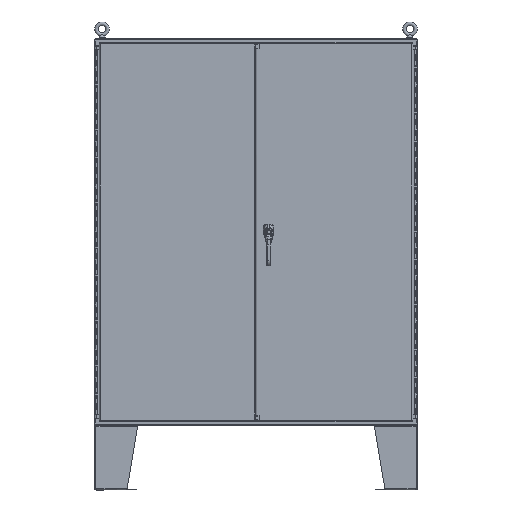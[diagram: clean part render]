
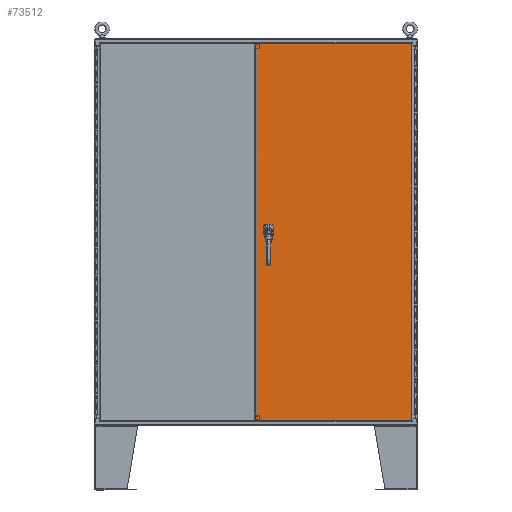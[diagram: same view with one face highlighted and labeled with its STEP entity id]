
A CAD part, top view. The second image highlights one B-rep face of the part: STEP entity #73512.
In plain terms, the highlighted face is planar.
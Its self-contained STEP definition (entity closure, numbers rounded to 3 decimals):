
#8999=FACE_BOUND('',#17180,.T.);
#9000=FACE_BOUND('',#17181,.T.);
#9001=FACE_BOUND('',#17182,.T.);
#9002=FACE_BOUND('',#17183,.T.);
#12404=PLANE('',#77992);
#13932=FACE_OUTER_BOUND('',#17179,.T.);
#17179=EDGE_LOOP('',(#58113,#58114,#58115,#58116,#58117,#58118,#58119,#58120,
#58121,#58122,#58123,#58124,#58125,#58126));
#17180=EDGE_LOOP('',(#58127,#58128,#58129,#58130,#58131,#58132,#58133,#58134));
#17181=EDGE_LOOP('',(#58135));
#17182=EDGE_LOOP('',(#58136));
#17183=EDGE_LOOP('',(#58137));
#20757=LINE('',#106268,#26377);
#20761=LINE('',#106280,#26381);
#20765=LINE('',#106292,#26385);
#20769=LINE('',#106302,#26389);
#20789=LINE('',#106448,#26409);
#20792=LINE('',#106456,#26412);
#20795=LINE('',#106463,#26415);
#20799=LINE('',#106470,#26419);
#20801=LINE('',#106474,#26421);
#20802=LINE('',#106476,#26422);
#20803=LINE('',#106478,#26423);
#20804=LINE('',#106480,#26424);
#20805=LINE('',#106482,#26425);
#20806=LINE('',#106484,#26426);
#20807=LINE('',#106486,#26427);
#20808=LINE('',#106488,#26428);
#20809=LINE('',#106490,#26429);
#20810=LINE('',#106491,#26430);
#26377=VECTOR('',#86048,0.394);
#26381=VECTOR('',#86060,0.394);
#26385=VECTOR('',#86072,0.394);
#26389=VECTOR('',#86084,0.394);
#26409=VECTOR('',#86136,0.394);
#26412=VECTOR('',#86147,0.394);
#26415=VECTOR('',#86152,0.394);
#26419=VECTOR('',#86158,0.394);
#26421=VECTOR('',#86162,0.394);
#26422=VECTOR('',#86163,0.394);
#26423=VECTOR('',#86164,0.394);
#26424=VECTOR('',#86165,0.394);
#26425=VECTOR('',#86166,0.394);
#26426=VECTOR('',#86167,0.394);
#26427=VECTOR('',#86168,0.394);
#26428=VECTOR('',#86169,0.394);
#26429=VECTOR('',#86170,0.394);
#26430=VECTOR('',#86171,0.394);
#31636=CIRCLE('',#77956,0.453);
#31638=CIRCLE('',#77960,0.453);
#31640=CIRCLE('',#77964,0.453);
#31642=CIRCLE('',#77968,0.453);
#31643=CIRCLE('',#77971,0.14);
#31645=CIRCLE('',#77974,0.14);
#31647=CIRCLE('',#77977,0.14);
#35676=VERTEX_POINT('',#106259);
#35677=VERTEX_POINT('',#106261);
#35679=VERTEX_POINT('',#106267);
#35681=VERTEX_POINT('',#106273);
#35683=VERTEX_POINT('',#106279);
#35685=VERTEX_POINT('',#106285);
#35687=VERTEX_POINT('',#106291);
#35689=VERTEX_POINT('',#106297);
#35690=VERTEX_POINT('',#106304);
#35692=VERTEX_POINT('',#106310);
#35694=VERTEX_POINT('',#106316);
#35703=VERTEX_POINT('',#106400);
#35711=VERTEX_POINT('',#106446);
#35712=VERTEX_POINT('',#106455);
#35714=VERTEX_POINT('',#106461);
#35715=VERTEX_POINT('',#106462);
#35718=VERTEX_POINT('',#106473);
#35719=VERTEX_POINT('',#106475);
#35720=VERTEX_POINT('',#106477);
#35721=VERTEX_POINT('',#106479);
#35722=VERTEX_POINT('',#106481);
#35723=VERTEX_POINT('',#106483);
#35724=VERTEX_POINT('',#106485);
#35725=VERTEX_POINT('',#106487);
#35726=VERTEX_POINT('',#106489);
#45741=EDGE_CURVE('',#35677,#35676,#31636,.T.);
#45744=EDGE_CURVE('',#35679,#35677,#20757,.T.);
#45747=EDGE_CURVE('',#35681,#35679,#31638,.T.);
#45750=EDGE_CURVE('',#35683,#35681,#20761,.T.);
#45753=EDGE_CURVE('',#35685,#35683,#31640,.T.);
#45756=EDGE_CURVE('',#35687,#35685,#20765,.T.);
#45759=EDGE_CURVE('',#35689,#35687,#31642,.T.);
#45762=EDGE_CURVE('',#35676,#35689,#20769,.T.);
#45763=EDGE_CURVE('',#35690,#35690,#31643,.T.);
#45766=EDGE_CURVE('',#35692,#35692,#31645,.T.);
#45769=EDGE_CURVE('',#35694,#35694,#31647,.T.);
#45794=EDGE_CURVE('',#35703,#35711,#20789,.T.);
#45797=EDGE_CURVE('',#35712,#35703,#20792,.T.);
#45800=EDGE_CURVE('',#35714,#35715,#20795,.T.);
#45804=EDGE_CURVE('',#35715,#35712,#20799,.T.);
#45806=EDGE_CURVE('',#35711,#35718,#20801,.T.);
#45807=EDGE_CURVE('',#35718,#35719,#20802,.T.);
#45808=EDGE_CURVE('',#35719,#35720,#20803,.T.);
#45809=EDGE_CURVE('',#35720,#35721,#20804,.T.);
#45810=EDGE_CURVE('',#35721,#35722,#20805,.T.);
#45811=EDGE_CURVE('',#35722,#35723,#20806,.T.);
#45812=EDGE_CURVE('',#35723,#35724,#20807,.T.);
#45813=EDGE_CURVE('',#35724,#35725,#20808,.T.);
#45814=EDGE_CURVE('',#35725,#35726,#20809,.T.);
#45815=EDGE_CURVE('',#35726,#35714,#20810,.T.);
#58113=ORIENTED_EDGE('',*,*,#45800,.T.);
#58114=ORIENTED_EDGE('',*,*,#45804,.T.);
#58115=ORIENTED_EDGE('',*,*,#45797,.T.);
#58116=ORIENTED_EDGE('',*,*,#45794,.T.);
#58117=ORIENTED_EDGE('',*,*,#45806,.T.);
#58118=ORIENTED_EDGE('',*,*,#45807,.T.);
#58119=ORIENTED_EDGE('',*,*,#45808,.T.);
#58120=ORIENTED_EDGE('',*,*,#45809,.T.);
#58121=ORIENTED_EDGE('',*,*,#45810,.T.);
#58122=ORIENTED_EDGE('',*,*,#45811,.T.);
#58123=ORIENTED_EDGE('',*,*,#45812,.T.);
#58124=ORIENTED_EDGE('',*,*,#45813,.T.);
#58125=ORIENTED_EDGE('',*,*,#45814,.T.);
#58126=ORIENTED_EDGE('',*,*,#45815,.T.);
#58127=ORIENTED_EDGE('',*,*,#45741,.T.);
#58128=ORIENTED_EDGE('',*,*,#45762,.T.);
#58129=ORIENTED_EDGE('',*,*,#45759,.T.);
#58130=ORIENTED_EDGE('',*,*,#45756,.T.);
#58131=ORIENTED_EDGE('',*,*,#45753,.T.);
#58132=ORIENTED_EDGE('',*,*,#45750,.T.);
#58133=ORIENTED_EDGE('',*,*,#45747,.T.);
#58134=ORIENTED_EDGE('',*,*,#45744,.T.);
#58135=ORIENTED_EDGE('',*,*,#45763,.T.);
#58136=ORIENTED_EDGE('',*,*,#45766,.T.);
#58137=ORIENTED_EDGE('',*,*,#45769,.T.);
#73512=ADVANCED_FACE('',(#13932,#8999,#9000,#9001,#9002),#12404,.F.);
#77956=AXIS2_PLACEMENT_3D('',#106262,#86042,#86043);
#77960=AXIS2_PLACEMENT_3D('',#106274,#86054,#86055);
#77964=AXIS2_PLACEMENT_3D('',#106286,#86066,#86067);
#77968=AXIS2_PLACEMENT_3D('',#106298,#86078,#86079);
#77971=AXIS2_PLACEMENT_3D('',#106305,#86087,#86088);
#77974=AXIS2_PLACEMENT_3D('',#106311,#86094,#86095);
#77977=AXIS2_PLACEMENT_3D('',#106317,#86101,#86102);
#77992=AXIS2_PLACEMENT_3D('',#106472,#86160,#86161);
#86042=DIRECTION('center_axis',(0.,0.,1.));
#86043=DIRECTION('ref_axis',(-0.469,-0.883,0.));
#86048=DIRECTION('',(0.,1.,0.));
#86054=DIRECTION('center_axis',(0.,0.,1.));
#86055=DIRECTION('ref_axis',(-0.883,0.469,0.));
#86060=DIRECTION('',(1.,0.,0.));
#86066=DIRECTION('center_axis',(0.,0.,1.));
#86067=DIRECTION('ref_axis',(0.469,0.883,0.));
#86072=DIRECTION('',(0.,-1.,0.));
#86078=DIRECTION('center_axis',(0.,0.,1.));
#86079=DIRECTION('ref_axis',(0.883,-0.469,0.));
#86084=DIRECTION('',(-1.,0.,0.));
#86087=DIRECTION('center_axis',(0.,0.,1.));
#86088=DIRECTION('ref_axis',(1.,0.,0.));
#86094=DIRECTION('center_axis',(0.,0.,1.));
#86095=DIRECTION('ref_axis',(1.,0.,0.));
#86101=DIRECTION('center_axis',(0.,0.,1.));
#86102=DIRECTION('ref_axis',(1.,0.,0.));
#86136=DIRECTION('',(0.,-1.,0.));
#86147=DIRECTION('',(1.,0.,0.));
#86152=DIRECTION('',(-1.,0.,0.));
#86158=DIRECTION('',(0.,-1.,0.));
#86160=DIRECTION('center_axis',(0.,0.,1.));
#86161=DIRECTION('ref_axis',(1.,0.,0.));
#86162=DIRECTION('',(-1.,0.,0.));
#86163=DIRECTION('',(0.,-1.,0.));
#86164=DIRECTION('',(1.,0.,0.));
#86165=DIRECTION('',(0.707,-0.707,0.));
#86166=DIRECTION('',(0.,-1.,0.));
#86167=DIRECTION('',(-1.,0.,0.));
#86168=DIRECTION('',(0.,1.,0.));
#86169=DIRECTION('',(1.,0.,0.));
#86170=DIRECTION('',(0.,-1.,0.));
#86171=DIRECTION('',(-0.707,-0.707,0.));
#106259=CARTESIAN_POINT('',(12.442,0.4,0.));
#106261=CARTESIAN_POINT('',(12.629,0.213,0.));
#106262=CARTESIAN_POINT('Origin',(12.229,0.,0.));
#106267=CARTESIAN_POINT('',(12.629,-0.213,0.));
#106268=CARTESIAN_POINT('',(12.629,0.106,0.));
#106273=CARTESIAN_POINT('',(12.442,-0.4,0.));
#106274=CARTESIAN_POINT('Origin',(12.229,0.,0.));
#106279=CARTESIAN_POINT('',(12.016,-0.4,0.));
#106280=CARTESIAN_POINT('',(6.221,-0.4,0.));
#106285=CARTESIAN_POINT('',(11.829,-0.213,0.));
#106286=CARTESIAN_POINT('Origin',(12.229,0.,0.));
#106291=CARTESIAN_POINT('',(11.829,0.213,0.));
#106292=CARTESIAN_POINT('',(11.829,-0.106,0.));
#106297=CARTESIAN_POINT('',(12.016,0.4,0.));
#106298=CARTESIAN_POINT('Origin',(12.229,0.,0.));
#106302=CARTESIAN_POINT('',(6.008,0.4,0.));
#106304=CARTESIAN_POINT('',(12.089,0.885,0.));
#106305=CARTESIAN_POINT('Origin',(12.229,0.885,0.));
#106310=CARTESIAN_POINT('',(12.089,-1.378,0.));
#106311=CARTESIAN_POINT('Origin',(12.229,-1.378,0.));
#106316=CARTESIAN_POINT('',(12.089,-0.886,0.));
#106317=CARTESIAN_POINT('Origin',(12.229,-0.886,0.));
#106400=CARTESIAN_POINT('',(14.406,34.312,0.));
#106446=CARTESIAN_POINT('',(14.406,-34.312,0.));
#106448=CARTESIAN_POINT('',(14.406,-17.156,0.));
#106455=CARTESIAN_POINT('',(14.406,34.312,0.));
#106456=CARTESIAN_POINT('',(7.203,34.312,0.));
#106461=CARTESIAN_POINT('',(14.406,34.313,0.));
#106462=CARTESIAN_POINT('',(14.406,34.313,0.));
#106463=CARTESIAN_POINT('',(7.203,34.313,0.));
#106470=CARTESIAN_POINT('',(14.406,17.156,0.));
#106472=CARTESIAN_POINT('Origin',(0.,0.,
0.));
#106473=CARTESIAN_POINT('',(14.406,-34.312,0.));
#106474=CARTESIAN_POINT('',(7.203,-34.312,0.));
#106475=CARTESIAN_POINT('',(14.406,-34.313,0.));
#106476=CARTESIAN_POINT('',(14.406,-17.156,0.));
#106477=CARTESIAN_POINT('',(14.406,-34.313,0.));
#106478=CARTESIAN_POINT('',(7.203,-34.313,0.));
#106479=CARTESIAN_POINT('',(14.656,-34.563,0.));
#106480=CARTESIAN_POINT('',(2.352,-22.258,0.));
#106481=CARTESIAN_POINT('',(14.656,-35.084,0.));
#106482=CARTESIAN_POINT('',(14.656,35.281,0.));
#106483=CARTESIAN_POINT('',(-14.459,-35.084,0.));
#106484=CARTESIAN_POINT('',(7.328,-35.084,0.));
#106485=CARTESIAN_POINT('',(-14.459,35.084,0.));
#106486=CARTESIAN_POINT('',(-14.459,-17.542,0.));
#106487=CARTESIAN_POINT('',(14.656,35.084,0.));
#106488=CARTESIAN_POINT('',(-7.328,35.084,0.));
#106489=CARTESIAN_POINT('',(14.656,34.563,0.));
#106490=CARTESIAN_POINT('',(14.656,35.281,0.));
#106491=CARTESIAN_POINT('',(2.227,22.133,0.));
